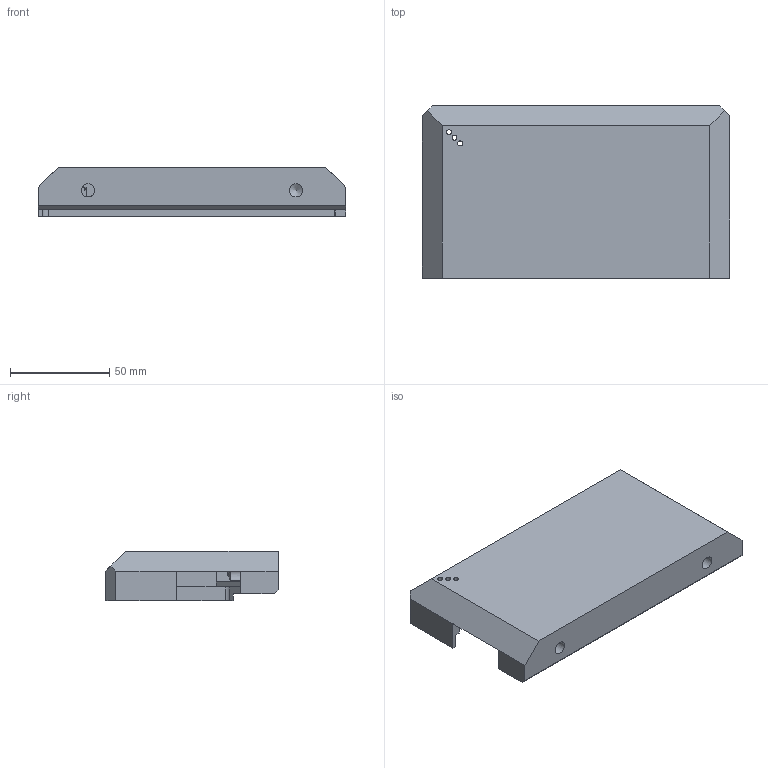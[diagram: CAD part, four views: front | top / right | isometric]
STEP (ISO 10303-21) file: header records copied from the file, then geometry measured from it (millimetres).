
FILE_DESCRIPTION(/* description */ ('SOPORTE LCD'),/* implementation_level */ '2;1');
FILE_NAME(/* name */ 'G004085-display-housing-bq.stp',/* time_stamp */ '2014-12-22T16:14:09+01:00',/* author */ ('MARCHA TECHNOLOGY'),/* organization */ ('MARCHA TECHNOLOGY'),/* preprocessor_version */ 'ST-DEVELOPER v15.6',/* originating_system */ 'Autodesk Inventor 2015',/* authorisation */ '');
FILE_SCHEMA (('CONFIG_CONTROL_DESIGN'));
Length unit declared in the file: millimetre
Products named in the file (1): G004085-display-housing-bq
Bounding box: 155 x 87 x 25 mm (x, y, z)
Volume: 144176 mm3; surface area: 43367.8 mm2
Topology: 1 solids, 1 shells, 78 faces, 221 edges, 143 vertices
Faces by surface type: plane 44, cylinder 24, cone 6, torus 4
Full cylindrical faces by diameter (mm): 2 x3, 2.5 x3, 6.647 x2
Entity records: 2424 total; most frequent: CARTESIAN_POINT 421, DIRECTION 408, ORIENTED_EDGE 398, EDGE_CURVE 199, LINE 142, VECTOR 142, VERTEX_POINT 134, AXIS2_PLACEMENT_3D 133
